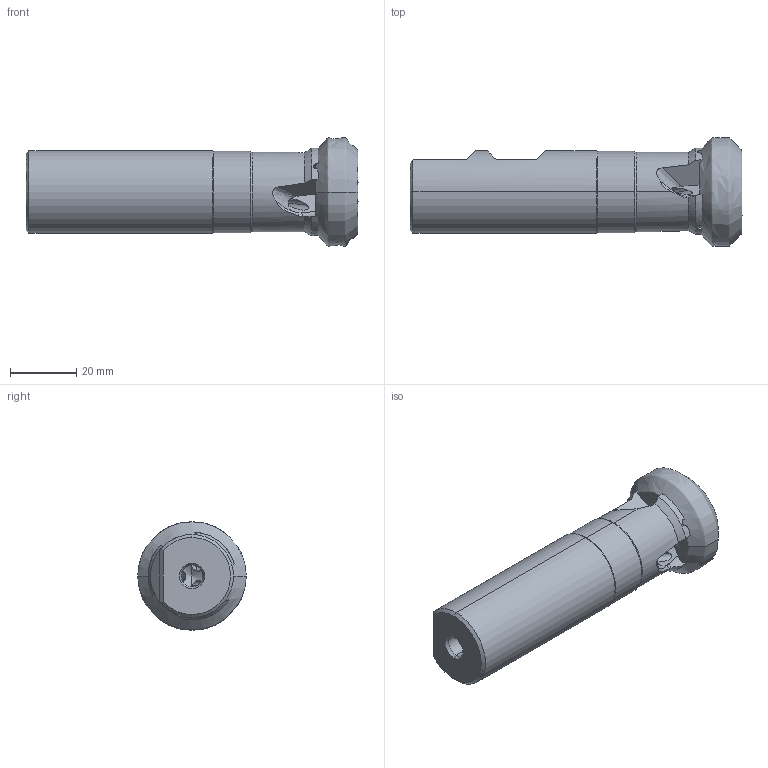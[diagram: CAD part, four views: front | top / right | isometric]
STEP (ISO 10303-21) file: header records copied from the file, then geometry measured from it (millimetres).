
FILE_DESCRIPTION (( 'STEP AP214' ), '1' );
FILE_NAME ('45PP-25-25-538-3.STEP', '2013-03-15T13:08:02', ( '' ), ( '' ), 'SwSTEP 2.0', 'SolidWorks 2013', '' );
FILE_SCHEMA (( 'AUTOMOTIVE_DESIGN' ));
Length unit declared in the file: millimetre
Products named in the file (1): 45PP-25-25-538-3
Bounding box: 100.07 x 32.77 x 32.77 mm (x, y, z)
Volume: 46297.9 mm3; surface area: 11476.7 mm2
Topology: 1 solids, 1 shells, 98 faces, 285 edges, 183 vertices
Faces by surface type: cylinder 37, plane 35, cone 15, bspline 11
Entity records: 5358 total; most frequent: CARTESIAN_POINT 3005, ORIENTED_EDGE 566, DIRECTION 390, EDGE_CURVE 283, VERTEX_POINT 183, AXIS2_PLACEMENT_3D 156, B_SPLINE_CURVE_WITH_KNOTS 106, EDGE_LOOP 100
